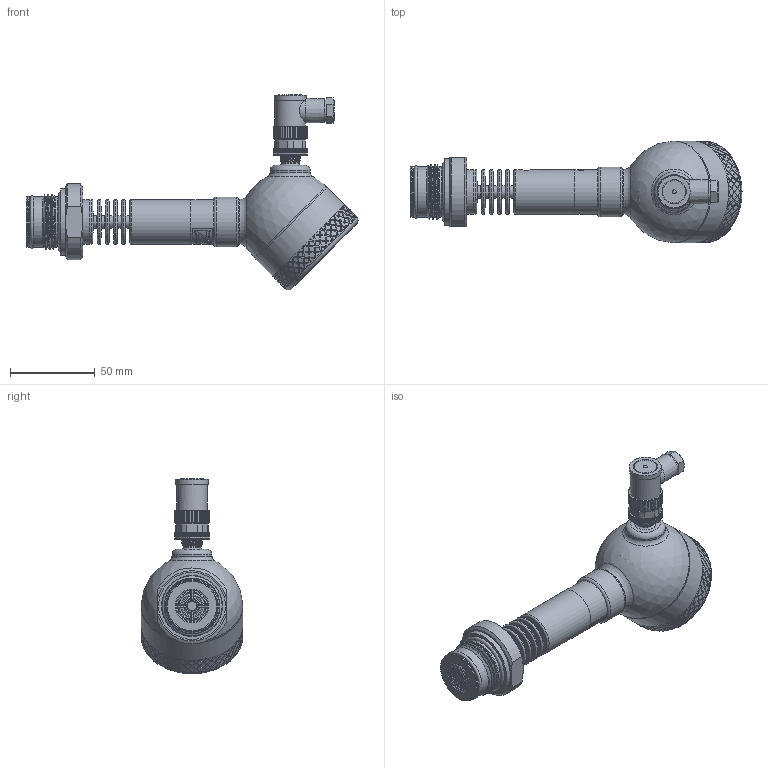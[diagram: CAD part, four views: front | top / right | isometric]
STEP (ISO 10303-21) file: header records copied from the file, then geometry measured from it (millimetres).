
FILE_DESCRIPTION(/* description */ (''),/* implementation_level */ '2;1');
FILE_NAME(/* name */ 'APZ3420mFH_G1DIN-solidflush_radiator_2.step',/* time_stamp */ '2021-07-07T16:27:56+03:00',/* author */ (''),/* organization */ (''),/* preprocessor_version */ 'ST-DEVELOPER v18.1',/* originating_system */ 'Autodesk Translation Framework v10.9.0.1377',/* authorisation */ '');
FILE_SCHEMA (('AUTOMOTIVE_DESIGN { 1 0 10303 214 3 1 1 }'));
Length unit declared in the file: millimetre
Products named in the file (8): АПЗ420М-полевойкорпус-
заполненный; Заполненный полевой 
корпус v13; Main body; Cover without display; M12x1 adapter; M12x1 female angular v10; G1 flush diaphragm; shell radiator
Assembly tree (7 placements, depth 3):
  АПЗ420М-полевойкорпус-
заполненный
    Заполненный полевой 
корпус v13
      Main body
      Cover without display
      M12x1 adapter
      M12x1 female angular v10
    G1 flush diaphragm
    shell radiator
Bounding box: 196.42 x 60.1 x 115.69 mm (x, y, z)
Volume: 284485.2 mm3; surface area: 54028 mm2
Topology: 9 solids, 9 shells, 1666 faces, 4132 edges, 2742 vertices
Faces by surface type: bspline 910, cylinder 493, plane 184, torus 52, cone 25, sphere 2
Full cylindrical faces by diameter (mm): 1 x4, 2 x2, 4 x1, 7 x1, 7.183 x1, 7.5 x5, 8 x1, 9.3 x1, 9.471 x2, 10.5 x2, 10.741 x7, 11.035 x4, 11.156 x1, 11.884 x6, 12.152 x4, 13 x1, 18 x1, 19 x1, 19.7 x1, 21.6 x1, 21.767 x1, 22.4 x1, 23.6 x1, 24.5 x4, 26.5 x4, 27.1 x1, 29.4 x1, 29.5 x1, 29.6 x1, 30.05 x3
Entity records: 69609 total; most frequent: CARTESIAN_POINT 36696, ORIENTED_EDGE 8262, EDGE_CURVE 4131, DIRECTION 3920, VERTEX_POINT 2742, B_SPLINE_CURVE_WITH_KNOTS 2584, EDGE_LOOP 1933, FACE_OUTER_BOUND 1666
